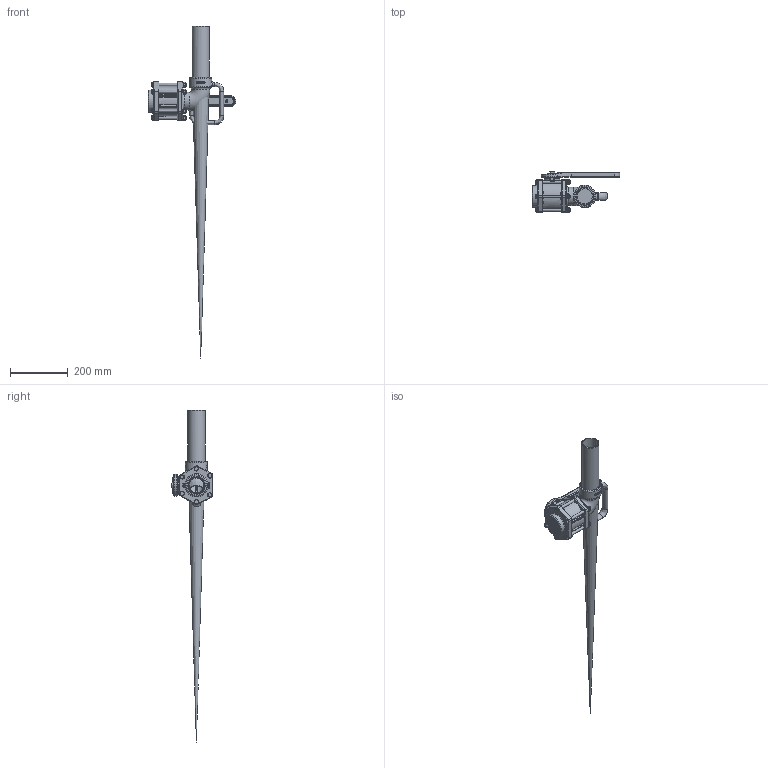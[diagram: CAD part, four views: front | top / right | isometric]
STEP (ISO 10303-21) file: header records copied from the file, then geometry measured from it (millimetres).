
FILE_DESCRIPTION(/* description */ ('2" FULL PORT ANGLE VALVE BSP'),/* implementation_level */ '2;1');
FILE_NAME(/* name */ 'VA200FPB.stp',/* time_stamp */ '2018-05-24T08:45:51-04:00',/* author */ ('MEG'),/* organization */ (''),/* preprocessor_version */ 'ST-DEVELOPER v17',/* originating_system */ 'Autodesk Inventor 2018',/* authorisation */ '');
FILE_SCHEMA (('AUTOMOTIVE_DESIGN { 1 0 10303 214 3 1 1 }'));
Products named in the file (26): VA200FPB; V25254; V25254_1; VL1001; V20018; V20019; V25017; V25020; V25060; V25121; V25151B; V25151BX; V25152; V25160; V25163; V25165; V25255A; V25255AM; V25255AX; V25256B; VX25256B; VX25256B_1; VL1012; V25258A; V25261; V25264
Assembly tree (42 placements, depth 4):
  VA200FPB
    V25254
      V25254_1
      VL1001
    V20018  x6
    V20019  x6
    V25017  x6
    V25020
    V25060
    V25121
    V25151B
      V25151BX
    V25152
    V25160
    V25163
    V25165
    V25255A
      V25255AM
        V25255AX
    V25256B
      VX25256B
        VX25256B_1
        VL1012
    V25258A  x2
    V25261
    V25264  x2
Bounding box: 303.66 x 143.76 x 1152.96 mm (x, y, z)
Volume: 1338166.1 mm3; surface area: 771079.4 mm2
Topology: 36 solids, 36 shells, 2957 faces, 7725 edges, 5007 vertices
Faces by surface type: plane 1281, cylinder 638, cone 481, bspline 446, torus 95, sphere 16
Full cylindrical faces by diameter (mm): 7.798 x1, 8.236 x90, 9.525 x91, 10.312 x1, 11.176 x6, 11.43 x6, 14.275 x1, 25.4 x2, 25.527 x1, 25.806 x1, 31.521 x1, 31.623 x1, 31.75 x3, 35.306 x1, 36.525 x1, 37.084 x2, 50.8 x3, 52.07 x4, 54.61 x1, 55.499 x2, 56.769 x2, 60.452 x1, 60.579 x2, 62.395 x1, 63.5 x2, 64.77 x3, 65.024 x1, 76.2 x1, 76.708 x1, 84.709 x1
Entity records: 83302 total; most frequent: CARTESIAN_POINT 30931, ORIENTED_EDGE 11418, DIRECTION 9341, EDGE_CURVE 5709, VERTEX_POINT 3720, LINE 3381, VECTOR 3381, AXIS2_PLACEMENT_3D 2980
